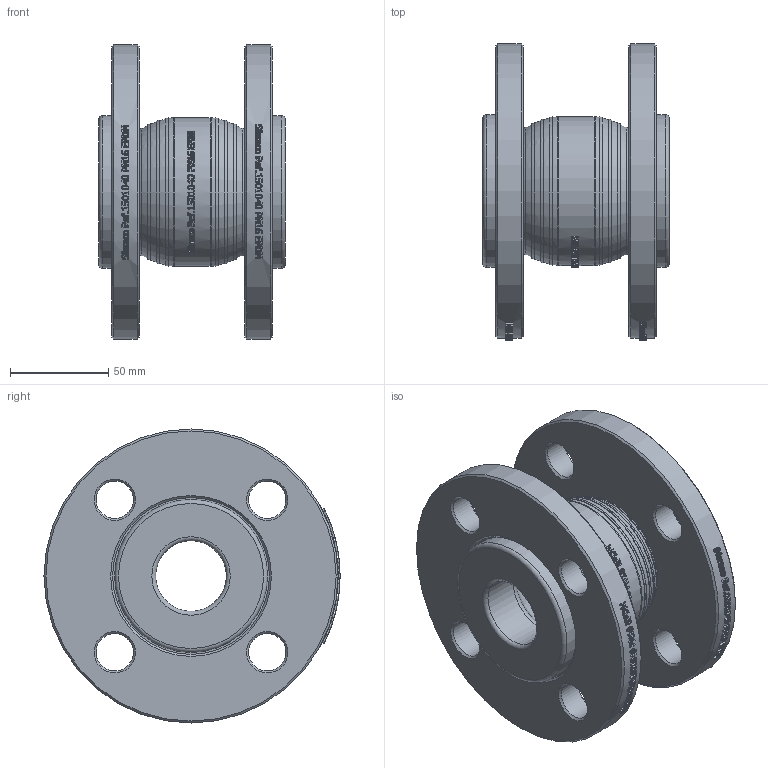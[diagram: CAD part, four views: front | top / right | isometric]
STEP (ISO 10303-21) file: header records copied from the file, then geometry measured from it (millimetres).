
FILE_DESCRIPTION(/* description */ ('1501040'),/* implementation_level */ '2;1');
FILE_NAME(/* name */ '1501040.stp',/* time_stamp */ '2014-09-25T11:49:11+02:00',/* author */ ('JM'),/* organization */ ('Sferaco'),/* preprocessor_version */ 'ST-DEVELOPER v15.6',/* originating_system */ 'Autodesk Inventor 2015',/* authorisation */ '');
FILE_SCHEMA (('AUTOMOTIVE_DESIGN { 1 0 10303 214 3 1 1 }'));
Products named in the file (1): 1501040_bd
Bounding box: 95 x 151 x 150 mm (x, y, z)
Volume: 571989.9 mm3; surface area: 115428.2 mm2
Topology: 1 solids, 1 shells, 1340 faces, 3601 edges, 2402 vertices
Faces by surface type: bspline 624, plane 543, cylinder 135, cone 24, torus 14
Full cylindrical faces by diameter (mm): 19 x8, 36 x2, 62 x1, 76 x1, 78 x2, 80 x2, 150 x2
Entity records: 58527 total; most frequent: CARTESIAN_POINT 27412, ORIENTED_EDGE 7070, DIRECTION 4415, EDGE_CURVE 3535, VERTEX_POINT 2392, LINE 1629, VECTOR 1629, EDGE_LOOP 1553
